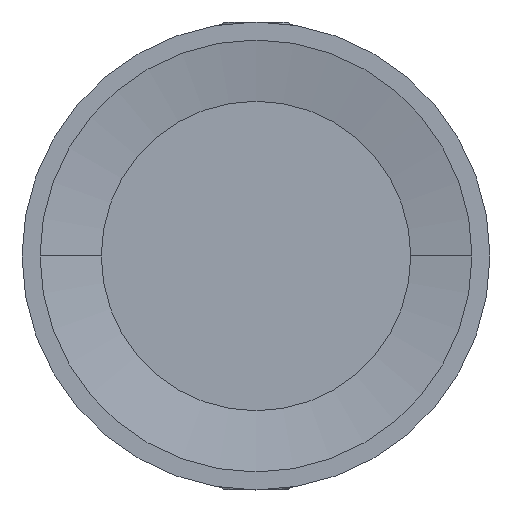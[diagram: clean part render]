
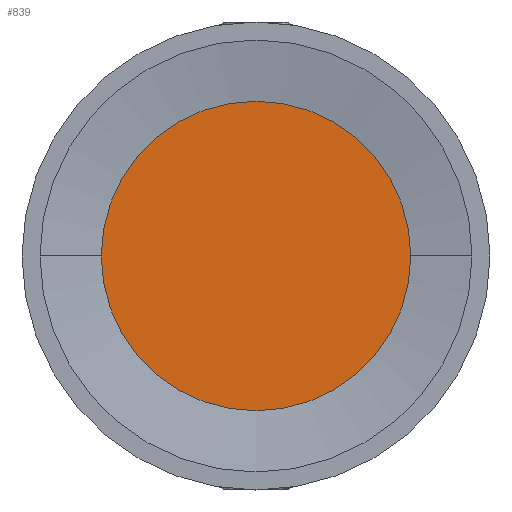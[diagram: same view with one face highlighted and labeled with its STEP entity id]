
A CAD part, left-side view. The second image highlights one B-rep face of the part: STEP entity #839.
In plain terms, the highlighted planar face has unit normal (-1, 0, 0).
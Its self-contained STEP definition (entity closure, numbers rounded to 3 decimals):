
#117 = VERTEX_POINT ( 'NONE', #190 ) ;
#123 = CARTESIAN_POINT ( 'NONE',  ( -3.672, 6.995, 45. ) ) ;
#139 = ORIENTED_EDGE ( 'NONE', *, *, #316, .T. ) ;
#173 = VERTEX_POINT ( 'NONE', #1379 ) ;
#190 = CARTESIAN_POINT ( 'NONE',  ( -3.672, 6.995, 49.3 ) ) ;
#222 = DIRECTION ( 'NONE',  ( 0., 0., 1. ) ) ;
#257 = DIRECTION ( 'NONE',  ( -1., 0., 0. ) ) ;
#316 = EDGE_CURVE ( 'NONE', #173, #117, #397, .T. ) ;
#358 = AXIS2_PLACEMENT_3D ( 'NONE', #123, #653, #222 ) ;
#397 = CIRCLE ( 'NONE', #358, 4.3 ) ;
#479 = DIRECTION ( 'NONE',  ( 0., 0., 1. ) ) ;
#497 = CARTESIAN_POINT ( 'NONE',  ( -3.672, 6.995, 45. ) ) ;
#574 = CIRCLE ( 'NONE', #774, 4.3 ) ;
#653 = DIRECTION ( 'NONE',  ( -1., 0., 0. ) ) ;
#774 = AXIS2_PLACEMENT_3D ( 'NONE', #1117, #805, #479 ) ;
#800 = PLANE ( 'NONE',  #1094 ) ;
#805 = DIRECTION ( 'NONE',  ( -1., 0., 0. ) ) ;
#839 = ADVANCED_FACE ( 'NONE', ( #1299 ), #800, .T. ) ;
#1005 = EDGE_LOOP ( 'NONE', ( #1229, #139 ) ) ;
#1094 = AXIS2_PLACEMENT_3D ( 'NONE', #497, #257, #1261 ) ;
#1117 = CARTESIAN_POINT ( 'NONE',  ( -3.672, 6.995, 45. ) ) ;
#1229 = ORIENTED_EDGE ( 'NONE', *, *, #1322, .T. ) ;
#1261 = DIRECTION ( 'NONE',  ( 0., 0., 1. ) ) ;
#1299 = FACE_OUTER_BOUND ( 'NONE', #1005, .T. ) ;
#1322 = EDGE_CURVE ( 'NONE', #117, #173, #574, .T. ) ;
#1379 = CARTESIAN_POINT ( 'NONE',  ( -3.672, 6.995, 40.7 ) ) ;
